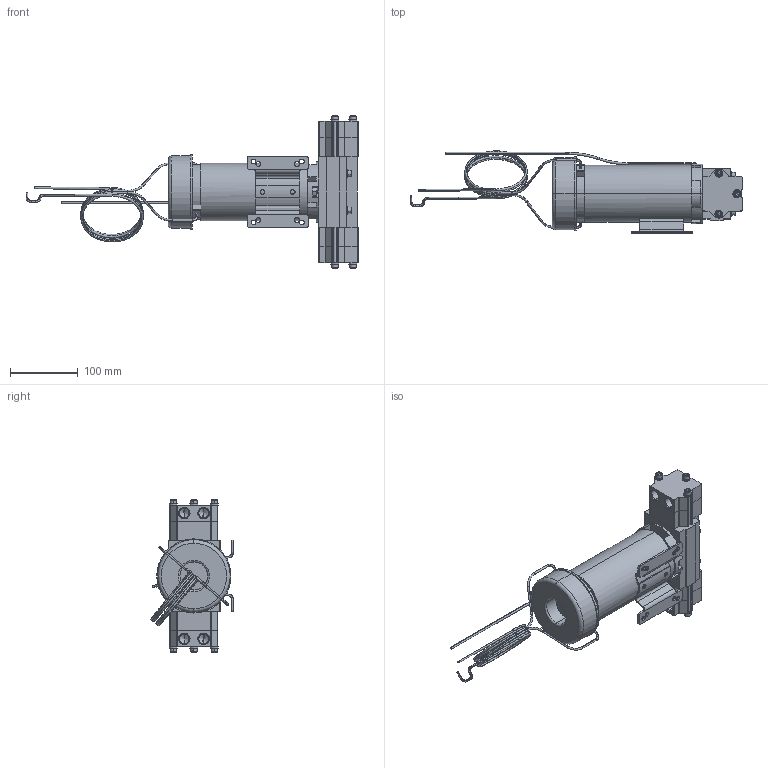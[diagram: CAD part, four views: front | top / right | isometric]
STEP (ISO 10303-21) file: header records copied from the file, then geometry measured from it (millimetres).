
FILE_DESCRIPTION (( 'STEP AP203' ), '1' );
FILE_NAME ('207V-M9253F.STEP', '2017-07-28T17:33:42', ( 'admin' ), ( 'Hewlett-Packard Company' ), 'SwSTEP 2.0', 'SolidWorks 2017', '' );
FILE_SCHEMA (( 'CONFIG_CONTROL_DESIGN' ));
Length unit declared in the file: inch
Products named in the file (1): 207V-M9253F
Bounding box: 489.76 x 121.32 x 225.15 mm (x, y, z)
Volume: 1614982 mm3; surface area: 325038.9 mm2
Topology: 29 solids, 29 shells, 953 faces, 2411 edges, 1512 vertices
Faces by surface type: plane 436, cylinder 368, cone 84, torus 44, bspline 18, sphere 3
Entity records: 30759 total; most frequent: CARTESIAN_POINT 7150, DIRECTION 5227, ORIENTED_EDGE 4762, EDGE_CURVE 2381, AXIS2_PLACEMENT_3D 1975, VERTEX_POINT 1511, LINE 1277, VECTOR 1277
